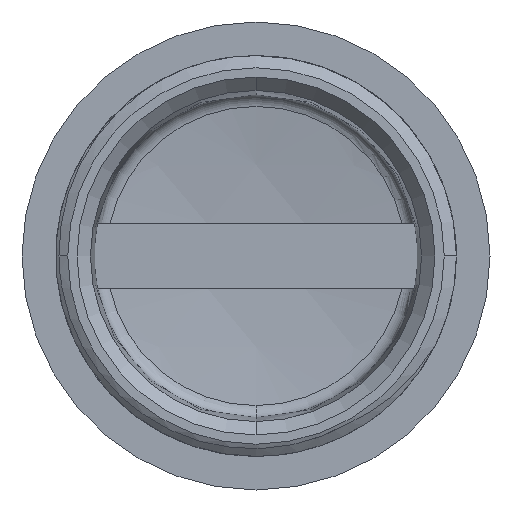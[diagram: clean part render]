
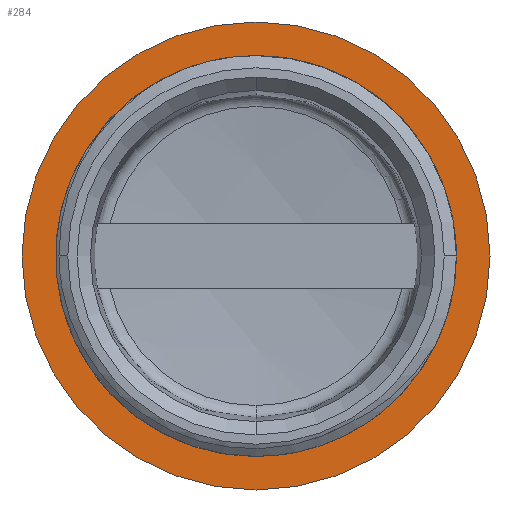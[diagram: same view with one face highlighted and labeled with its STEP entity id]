
A CAD part, front view. The second image highlights one B-rep face of the part: STEP entity #284.
In plain terms, the highlighted planar face has unit normal (0, -1, 0).
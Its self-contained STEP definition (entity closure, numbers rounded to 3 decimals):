
#74 = CARTESIAN_POINT ( 'NONE',  ( 0., 8., 13.15 ) ) ;
#86 = CARTESIAN_POINT ( 'NONE',  ( 0., 8., -16.35 ) ) ;
#99 = CARTESIAN_POINT ( 'NONE',  ( 0., 8., 16.35 ) ) ;
#111 = CARTESIAN_POINT ( 'NONE',  ( 0., 8., -13.15 ) ) ;
#118 = CARTESIAN_POINT ( 'NONE',  ( 0., 8., 0. ) ) ;
#136 = CARTESIAN_POINT ( 'NONE',  ( 0., 8., 0. ) ) ;
#138 = DIRECTION ( 'NONE',  ( 0., -1., 0. ) ) ;
#139 = DIRECTION ( 'NONE',  ( 0., 0., 1. ) ) ;
#153 = DIRECTION ( 'NONE',  ( 0., 0., -1. ) ) ;
#158 = DIRECTION ( 'NONE',  ( 0., -1., 0. ) ) ;
#284 = ADVANCED_FACE ( 'NONE', ( #1444, #1443 ), #1419, .F. ) ;
#430 = EDGE_CURVE ( 'NONE', #1183, #1182, #1805, .T. ) ;
#432 = EDGE_CURVE ( 'NONE', #1195, #1214, #1815, .T. ) ;
#525 = DIRECTION ( 'NONE',  ( 0., -1., 0. ) ) ;
#526 = DIRECTION ( 'NONE',  ( 0., 0., 1. ) ) ;
#530 = DIRECTION ( 'NONE',  ( 0., 0., -1. ) ) ;
#548 = DIRECTION ( 'NONE',  ( 0., -1., 0. ) ) ;
#553 = CARTESIAN_POINT ( 'NONE',  ( 0., 8., 0. ) ) ;
#563 = CARTESIAN_POINT ( 'NONE',  ( 0., 8., 0. ) ) ;
#1119 = EDGE_LOOP ( 'NONE', ( #2080, #1343 ) ) ;
#1147 = EDGE_LOOP ( 'NONE', ( #1378, #2079 ) ) ;
#1182 = VERTEX_POINT ( 'NONE', #99 ) ;
#1183 = VERTEX_POINT ( 'NONE', #86 ) ;
#1195 = VERTEX_POINT ( 'NONE', #111 ) ;
#1214 = VERTEX_POINT ( 'NONE', #74 ) ;
#1343 = ORIENTED_EDGE ( 'NONE', *, *, #1718, .T. ) ;
#1378 = ORIENTED_EDGE ( 'NONE', *, *, #432, .F. ) ;
#1403 = DIRECTION ( 'NONE',  ( 0., 0., 1. ) ) ;
#1405 = CARTESIAN_POINT ( 'NONE',  ( -13.15, 8., 0. ) ) ;
#1415 = DIRECTION ( 'NONE',  ( 0., 1., 0. ) ) ;
#1419 = PLANE ( 'NONE',  #1789 ) ;
#1443 = FACE_OUTER_BOUND ( 'NONE', #1119, .T. ) ;
#1444 = FACE_BOUND ( 'NONE', #1147, .T. ) ;
#1712 = EDGE_CURVE ( 'NONE', #1214, #1195, #1855, .T. ) ;
#1718 = EDGE_CURVE ( 'NONE', #1182, #1183, #1851, .T. ) ;
#1789 = AXIS2_PLACEMENT_3D ( 'NONE', #1405, #1415, #1403 ) ;
#1805 = CIRCLE ( 'NONE', #1828, 16.35 ) ;
#1815 = CIRCLE ( 'NONE', #1830, 13.15 ) ;
#1828 = AXIS2_PLACEMENT_3D ( 'NONE', #563, #525, #526 ) ;
#1830 = AXIS2_PLACEMENT_3D ( 'NONE', #553, #548, #530 ) ;
#1842 = AXIS2_PLACEMENT_3D ( 'NONE', #118, #138, #153 ) ;
#1851 = CIRCLE ( 'NONE', #1852, 16.35 ) ;
#1852 = AXIS2_PLACEMENT_3D ( 'NONE', #136, #158, #139 ) ;
#1855 = CIRCLE ( 'NONE', #1842, 13.15 ) ;
#2079 = ORIENTED_EDGE ( 'NONE', *, *, #1712, .F. ) ;
#2080 = ORIENTED_EDGE ( 'NONE', *, *, #430, .T. ) ;
